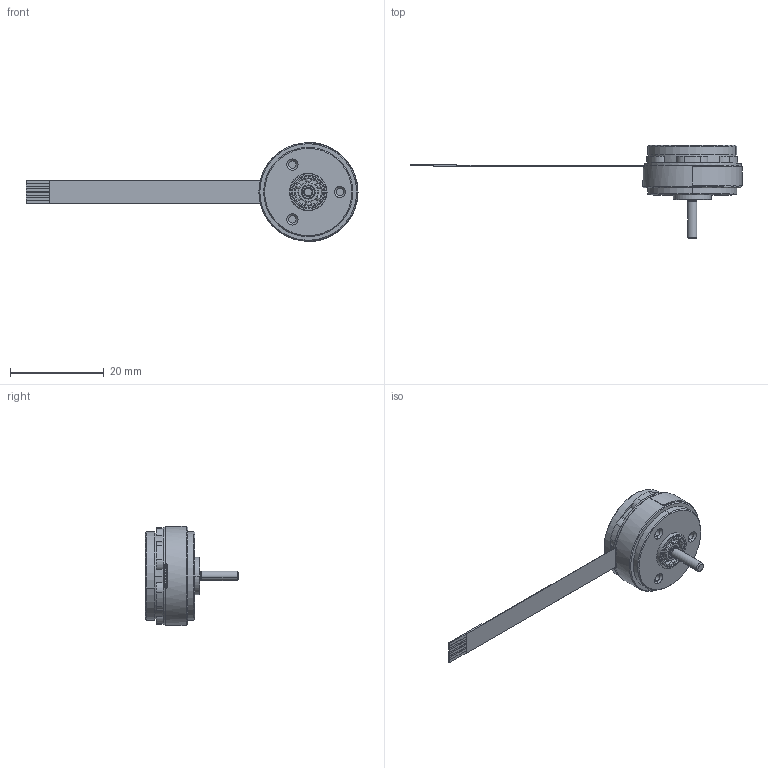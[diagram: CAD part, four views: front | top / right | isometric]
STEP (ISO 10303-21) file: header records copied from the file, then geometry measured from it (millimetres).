
FILE_DESCRIPTION((''),'2;1');
FILE_NAME('21BF_NUVODISC_ASM','2016-03-14T',('nishant.babu'),(''),'PRO/ENGINEER BY PARAMETRIC TECHNOLOGY CORPORATION, 2014310','PRO/ENGINEER BY PARAMETRIC TECHNOLOGY CORPORATION, 2014310','');
FILE_SCHEMA(('CONFIG_CONTROL_DESIGN'));
Length unit declared in the file: millimetre
Products named in the file (1): 21BF_NUVODISC_ASM
Bounding box: 70.72 x 19.85 x 21.2 mm (x, y, z)
Volume: 3417.6 mm3; surface area: 2173.1 mm2
Topology: 1 solids, 1 shells, 214 faces, 578 edges, 360 vertices
Faces by surface type: plane 94, cylinder 56, torus 28, cone 24, sphere 12
Entity records: 7135 total; most frequent: CARTESIAN_POINT 1683, DIRECTION 1178, ORIENTED_EDGE 1132, EDGE_CURVE 566, AXIS2_PLACEMENT_3D 454, VERTEX_POINT 360, VECTOR 270, LINE 270
